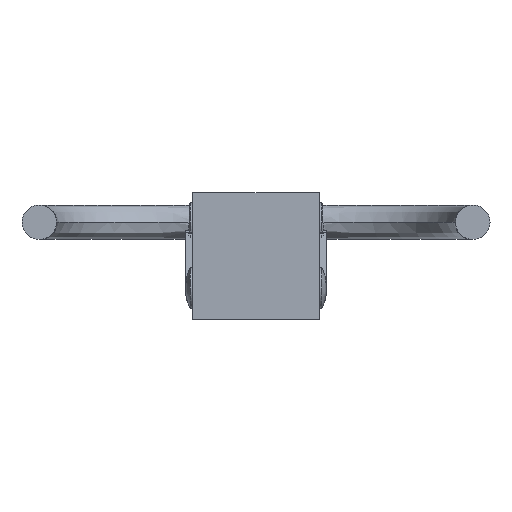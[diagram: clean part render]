
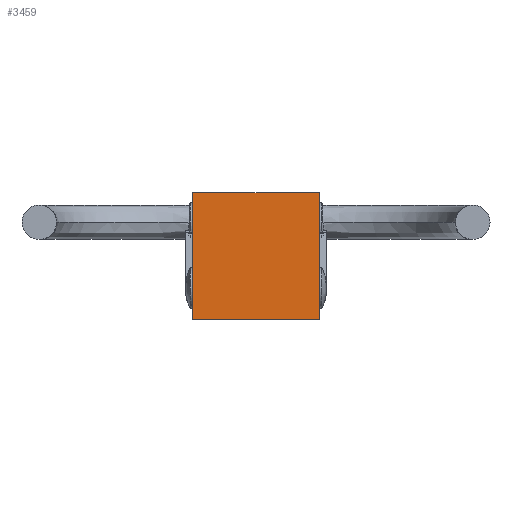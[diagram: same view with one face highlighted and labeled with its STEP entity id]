
A CAD part, front view. The second image highlights one B-rep face of the part: STEP entity #3459.
In plain terms, the highlighted planar face has unit normal (0, -1, 0).
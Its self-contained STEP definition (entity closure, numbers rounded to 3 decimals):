
#199 = ORIENTED_EDGE ( 'NONE', *, *, #4524, .T. ) ;
#200 = ORIENTED_EDGE ( 'NONE', *, *, #894, .T. ) ;
#204 = ORIENTED_EDGE ( 'NONE', *, *, #4525, .T. ) ;
#266 = ORIENTED_EDGE ( 'NONE', *, *, #891, .T. ) ;
#497 = CARTESIAN_POINT ( 'NONE',  ( 1.25, -0.38, 1.25 ) ) ;
#498 = DIRECTION ( 'NONE',  ( -1., 0., 0. ) ) ;
#502 = CARTESIAN_POINT ( 'NONE',  ( -1.25, -0.38, 1.25 ) ) ;
#503 = DIRECTION ( 'NONE',  ( 0., 0., -1. ) ) ;
#891 = EDGE_CURVE ( 'NONE', #4260, #4343, #1422, .T. ) ;
#894 = EDGE_CURVE ( 'NONE', #4343, #4308, #1428, .T. ) ;
#1422 = LINE ( 'NONE', #497, #1425 ) ;
#1425 = VECTOR ( 'NONE', #498, 1000. ) ;
#1428 = LINE ( 'NONE', #502, #1431 ) ;
#1431 = VECTOR ( 'NONE', #503, 1000. ) ;
#1883 = AXIS2_PLACEMENT_3D ( 'NONE', #2269, #2270, #2271 ) ;
#2261 = PLANE ( 'NONE',  #1883 ) ;
#2269 = CARTESIAN_POINT ( 'NONE',  ( 0., -0.38, 0. ) ) ;
#2270 = DIRECTION ( 'NONE',  ( 0., 1., 0. ) ) ;
#2271 = DIRECTION ( 'NONE',  ( 0., 0., 1. ) ) ;
#2636 = CARTESIAN_POINT ( 'NONE',  ( 1.25, -0.38, 1.25 ) ) ;
#2671 = CARTESIAN_POINT ( 'NONE',  ( -1.25, -0.38, -1.25 ) ) ;
#2676 = CARTESIAN_POINT ( 'NONE',  ( 1.25, -0.38, -1.25 ) ) ;
#2704 = CARTESIAN_POINT ( 'NONE',  ( -1.25, -0.38, 1.25 ) ) ;
#2747 = CARTESIAN_POINT ( 'NONE',  ( 1.25, -0.38, -1.25 ) ) ;
#2748 = DIRECTION ( 'NONE',  ( 1., 0., 0. ) ) ;
#2749 = CARTESIAN_POINT ( 'NONE',  ( 1.25, -0.38, 1.25 ) ) ;
#2750 = DIRECTION ( 'NONE',  ( 0., 0., 1. ) ) ;
#3459 = ADVANCED_FACE ( 'NONE', ( #3608 ), #2261, .F. ) ;
#3608 = FACE_OUTER_BOUND ( 'NONE', #4697, .T. ) ;
#3903 = LINE ( 'NONE', #2747, #3906 ) ;
#3905 = LINE ( 'NONE', #2749, #3908 ) ;
#3906 = VECTOR ( 'NONE', #2748, 1000. ) ;
#3908 = VECTOR ( 'NONE', #2750, 1000. ) ;
#4260 = VERTEX_POINT ( 'NONE', #2636 ) ;
#4308 = VERTEX_POINT ( 'NONE', #2671 ) ;
#4313 = VERTEX_POINT ( 'NONE', #2676 ) ;
#4343 = VERTEX_POINT ( 'NONE', #2704 ) ;
#4524 = EDGE_CURVE ( 'NONE', #4308, #4313, #3903, .T. ) ;
#4525 = EDGE_CURVE ( 'NONE', #4313, #4260, #3905, .T. ) ;
#4697 = EDGE_LOOP ( 'NONE', ( #204, #266, #200, #199 ) ) ;
